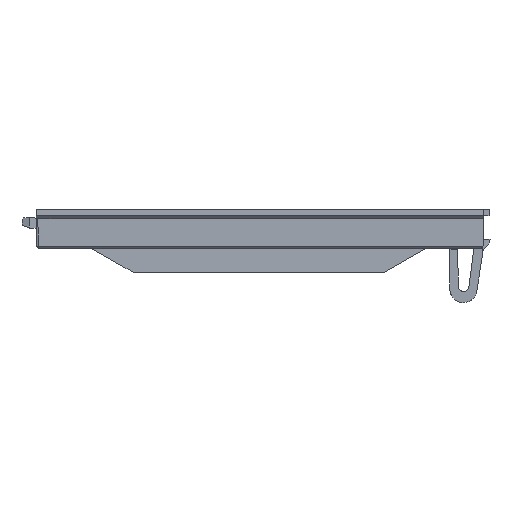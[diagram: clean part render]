
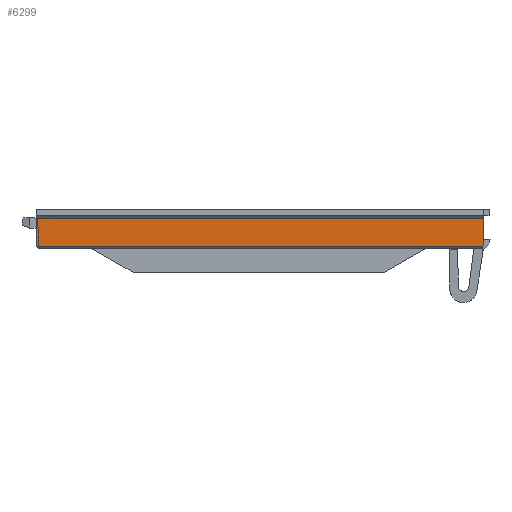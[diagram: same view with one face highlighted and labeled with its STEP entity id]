
A CAD part, front view. The second image highlights one B-rep face of the part: STEP entity #6299.
In plain terms, the highlighted planar face has unit normal (0, -1, -0.018).
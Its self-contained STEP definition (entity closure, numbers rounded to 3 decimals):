
#792 = CARTESIAN_POINT ( 'NONE',  ( 23.948, -29.948, -1.952 ) ) ;
#796 = CARTESIAN_POINT ( 'NONE',  ( -23.8, -30., 1. ) ) ;
#913 = EDGE_CURVE ( 'NONE', #5101, #4324, #8824, .T. ) ;
#993 = LINE ( 'NONE', #5455, #7263 ) ;
#1056 = VERTEX_POINT ( 'NONE', #8961 ) ;
#1458 = ORIENTED_EDGE ( 'NONE', *, *, #3239, .T. ) ;
#1599 = ORIENTED_EDGE ( 'NONE', *, *, #913, .F. ) ;
#2012 = VERTEX_POINT ( 'NONE', #792 ) ;
#2851 = PLANE ( 'NONE',  #8454 ) ;
#3239 = EDGE_CURVE ( 'NONE', #1056, #4324, #993, .T. ) ;
#3303 = EDGE_LOOP ( 'NONE', ( #8184, #7476, #1458, #1599 ) ) ;
#3419 = DIRECTION ( 'NONE',  ( -0.017, 0.017, -1. ) ) ;
#3527 = DIRECTION ( 'NONE',  ( 0., 0.017, -1. ) ) ;
#3802 = CARTESIAN_POINT ( 'NONE',  ( -23.749, -29.948, -1.952 ) ) ;
#3946 = DIRECTION ( 'NONE',  ( -1., 0., 0. ) ) ;
#4324 = VERTEX_POINT ( 'NONE', #796 ) ;
#4854 = EDGE_CURVE ( 'NONE', #1056, #2012, #7972, .T. ) ;
#5101 = VERTEX_POINT ( 'NONE', #3802 ) ;
#5109 = CARTESIAN_POINT ( 'NONE',  ( -23.749, -29.948, -1.952 ) ) ;
#5455 = CARTESIAN_POINT ( 'NONE',  ( 18.8, -30., 1. ) ) ;
#5653 = CARTESIAN_POINT ( 'NONE',  ( 23.985, -29.985, 0.164 ) ) ;
#6299 = ADVANCED_FACE ( 'NONE', ( #9524 ), #2851, .T. ) ;
#6440 = CARTESIAN_POINT ( 'NONE',  ( -23.9, -30., 1. ) ) ;
#6501 = EDGE_CURVE ( 'NONE', #2012, #5101, #7244, .T. ) ;
#6560 = DIRECTION ( 'NONE',  ( -0.017, -0.017, 1. ) ) ;
#7081 = VECTOR ( 'NONE', #3419, 1000. ) ;
#7244 = LINE ( 'NONE', #8591, #9531 ) ;
#7263 = VECTOR ( 'NONE', #3946, 1000. ) ;
#7476 = ORIENTED_EDGE ( 'NONE', *, *, #4854, .F. ) ;
#7674 = VECTOR ( 'NONE', #6560, 1000. ) ;
#7972 = LINE ( 'NONE', #5653, #7081 ) ;
#8184 = ORIENTED_EDGE ( 'NONE', *, *, #6501, .F. ) ;
#8454 = AXIS2_PLACEMENT_3D ( 'NONE', #6440, #8664, #3527 ) ;
#8591 = CARTESIAN_POINT ( 'NONE',  ( 18.749, -29.948, -1.952 ) ) ;
#8664 = DIRECTION ( 'NONE',  ( 0., -1., -0.017 ) ) ;
#8824 = LINE ( 'NONE', #5109, #7674 ) ;
#8961 = CARTESIAN_POINT ( 'NONE',  ( 24., -30., 1. ) ) ;
#9214 = DIRECTION ( 'NONE',  ( -1., 0., 0. ) ) ;
#9524 = FACE_OUTER_BOUND ( 'NONE', #3303, .T. ) ;
#9531 = VECTOR ( 'NONE', #9214, 1000. ) ;
